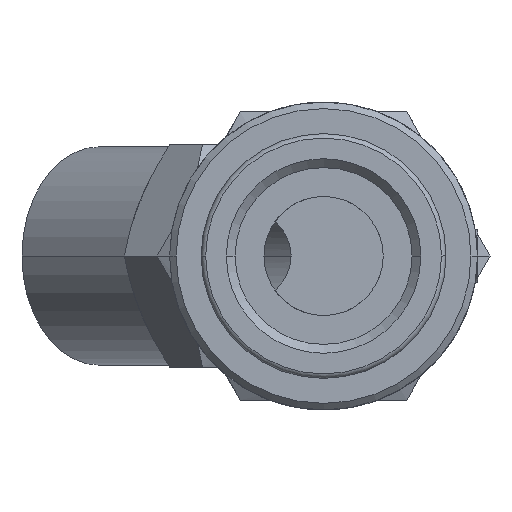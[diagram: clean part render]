
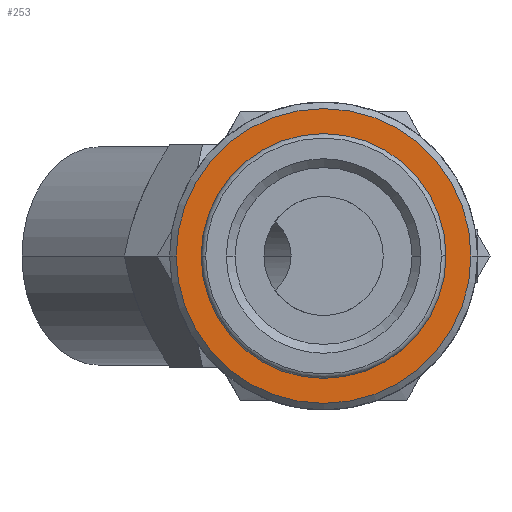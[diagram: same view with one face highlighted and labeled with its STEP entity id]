
A CAD part, front view. The second image highlights one B-rep face of the part: STEP entity #253.
In plain terms, the highlighted planar face has unit normal (0, -1, 0).
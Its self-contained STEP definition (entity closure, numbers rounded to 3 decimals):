
#253=ADVANCED_FACE('',(#560,#561),#562,.T.);
#560=FACE_BOUND('',#919,.T.);
#561=FACE_OUTER_BOUND('',#920,.T.);
#562=PLANE('',#921);
#919=EDGE_LOOP('',(#1604,#1605));
#920=EDGE_LOOP('',(#1606,#1607));
#921=AXIS2_PLACEMENT_3D('',#1608,#1609,#1610);
#1604=ORIENTED_EDGE('',*,*,#2377,.T.);
#1605=ORIENTED_EDGE('',*,*,#2217,.T.);
#1606=ORIENTED_EDGE('',*,*,#2378,.F.);
#1607=ORIENTED_EDGE('',*,*,#2159,.F.);
#1608=CARTESIAN_POINT('',(5.625,4.9,0.0));
#1609=DIRECTION('',(-0.0,-1.0,-0.0));
#1610=DIRECTION('',(-1.0,0.0,0.0));
#2159=EDGE_CURVE('',#2588,#2583,#2590,.T.);
#2217=EDGE_CURVE('',#2684,#2688,#2690,.T.);
#2377=EDGE_CURVE('',#2688,#2684,#2920,.T.);
#2378=EDGE_CURVE('',#2583,#2588,#2921,.T.);
#2583=VERTEX_POINT('',#3280);
#2588=VERTEX_POINT('',#3286);
#2590=CIRCLE('',#3289,11.25);
#2684=VERTEX_POINT('',#3808);
#2688=VERTEX_POINT('',#3813);
#2690=CIRCLE('',#3816,9.0);
#2920=CIRCLE('',#4704,9.0);
#2921=CIRCLE('',#4705,11.25);
#3280=CARTESIAN_POINT('',(11.25,4.9,0.0));
#3286=CARTESIAN_POINT('',(-11.25,4.9,0.));
#3289=AXIS2_PLACEMENT_3D('',#5038,#5039,#5040);
#3808=CARTESIAN_POINT('',(9.0,4.9,0.));
#3813=CARTESIAN_POINT('',(-9.0,4.9,0.));
#3816=AXIS2_PLACEMENT_3D('',#5102,#5103,#5104);
#4704=AXIS2_PLACEMENT_3D('',#5281,#5282,#5283);
#4705=AXIS2_PLACEMENT_3D('',#5284,#5285,#5286);
#5038=CARTESIAN_POINT('',(0.0,4.9,0.0));
#5039=DIRECTION('',(-0.0,1.0,0.0));
#5040=DIRECTION('',(1.0,0.0,0.0));
#5102=CARTESIAN_POINT('',(0.0,4.9,0.0));
#5103=DIRECTION('',(-0.0,1.0,0.0));
#5104=DIRECTION('',(1.0,0.0,0.0));
#5281=CARTESIAN_POINT('',(0.0,4.9,0.0));
#5282=DIRECTION('',(-0.0,1.0,0.0));
#5283=DIRECTION('',(1.0,0.0,0.0));
#5284=CARTESIAN_POINT('',(0.0,4.9,0.0));
#5285=DIRECTION('',(-0.0,1.0,0.0));
#5286=DIRECTION('',(1.0,0.0,0.0));
